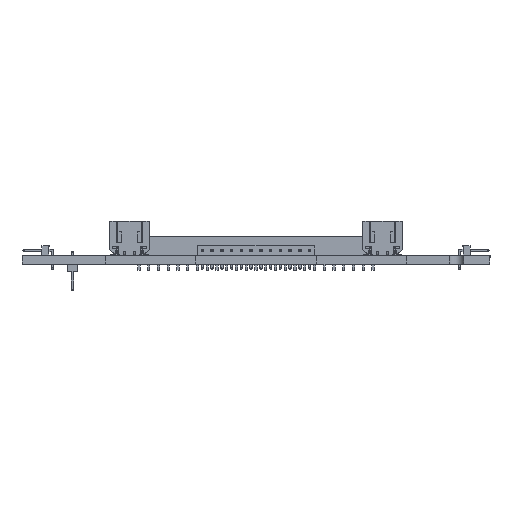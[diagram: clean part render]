
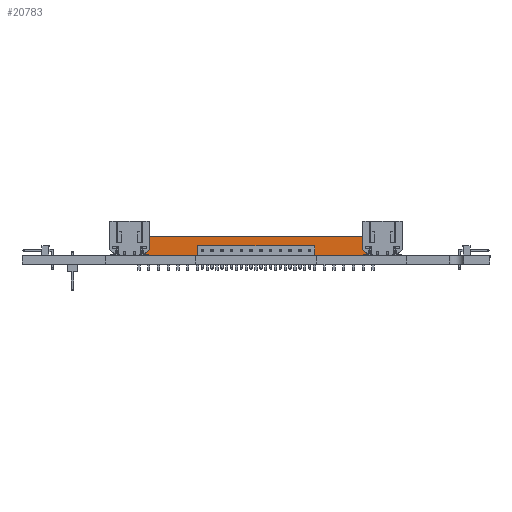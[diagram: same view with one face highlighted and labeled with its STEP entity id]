
A CAD part, left-side view. The second image highlights one B-rep face of the part: STEP entity #20783.
In plain terms, the highlighted face is planar.
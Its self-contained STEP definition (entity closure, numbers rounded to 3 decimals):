
#1443=FACE_OUTER_BOUND('',#2872,.T.);
#2872=EDGE_LOOP('',(#15324,#15325,#15326,#15327));
#4340=LINE('',#30546,#6893);
#4545=LINE('',#30955,#7098);
#4548=LINE('',#30962,#7101);
#4550=LINE('',#30965,#7103);
#6893=VECTOR('',#24901,50.);
#7098=VECTOR('',#25108,4.);
#7101=VECTOR('',#25115,4.);
#7103=VECTOR('',#25119,50.);
#9401=VERTEX_POINT('',#30542);
#9403=VERTEX_POINT('',#30545);
#9606=VERTEX_POINT('',#30953);
#9608=VERTEX_POINT('',#30961);
#11510=EDGE_CURVE('',#9403,#9401,#4340,.T.);
#11715=EDGE_CURVE('',#9606,#9401,#4545,.T.);
#11718=EDGE_CURVE('',#9608,#9403,#4548,.T.);
#11720=EDGE_CURVE('',#9608,#9606,#4550,.T.);
#15324=ORIENTED_EDGE('',*,*,#11510,.T.);
#15325=ORIENTED_EDGE('',*,*,#11715,.F.);
#15326=ORIENTED_EDGE('',*,*,#11720,.F.);
#15327=ORIENTED_EDGE('',*,*,#11718,.T.);
#19664=PLANE('',#22303);
#20783=ADVANCED_FACE('',(#1443),#19664,.F.);
#22303=AXIS2_PLACEMENT_3D('',#30964,#25117,#25118);
#24901=DIRECTION('',(1.,0.,0.));
#25108=DIRECTION('',(0.,0.,-1.));
#25115=DIRECTION('',(0.,0.,-1.));
#25117=DIRECTION('center_axis',(0.,1.,0.));
#25118=DIRECTION('ref_axis',(0.,0.,1.));
#25119=DIRECTION('',(1.,0.,0.));
#30542=CARTESIAN_POINT('',(25.,-2.,0.));
#30545=CARTESIAN_POINT('',(-25.,-2.,0.));
#30546=CARTESIAN_POINT('',(-25.,-2.,0.));
#30953=CARTESIAN_POINT('',(25.,-2.,4.));
#30955=CARTESIAN_POINT('',(25.,-2.,4.));
#30961=CARTESIAN_POINT('',(-25.,-2.,4.));
#30962=CARTESIAN_POINT('',(-25.,-2.,4.));
#30964=CARTESIAN_POINT('Origin',(-25.,-2.,4.));
#30965=CARTESIAN_POINT('',(-25.,-2.,4.));
